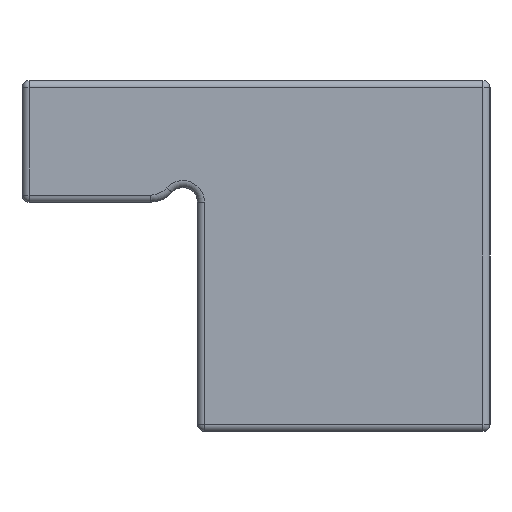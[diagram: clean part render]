
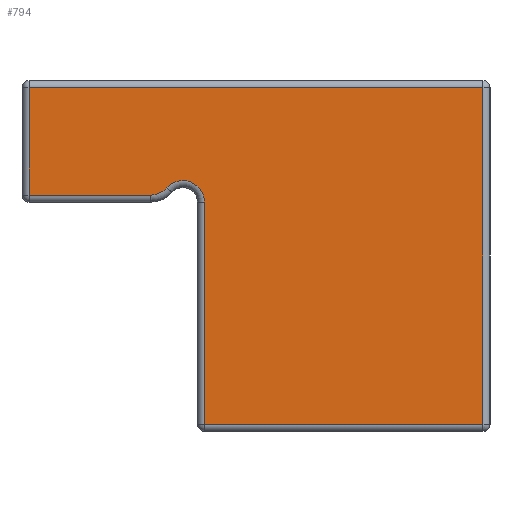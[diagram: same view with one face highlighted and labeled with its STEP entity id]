
A CAD part, left-side view. The second image highlights one B-rep face of the part: STEP entity #794.
In plain terms, the highlighted planar face has unit normal (-1, 0, 0).
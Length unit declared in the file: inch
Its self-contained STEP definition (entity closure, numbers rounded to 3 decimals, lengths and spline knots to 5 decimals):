
#661 = EDGE_LOOP ( 'NONE', ( #1066, #1067, #1068, #1069, #1070, #1071, #1072, #1073 ) ) ;
#794 = ADVANCED_FACE ( 'NONE', ( #9607 ), #9603, .F. ) ;
#1015 = AXIS2_PLACEMENT_3D ( 'NONE', #9601, #9609, #9610 ) ;
#1066 = ORIENTED_EDGE ( 'NONE', *, *, #7683, .T. ) ;
#1067 = ORIENTED_EDGE ( 'NONE', *, *, #7684, .T. ) ;
#1068 = ORIENTED_EDGE ( 'NONE', *, *, #7685, .T. ) ;
#1069 = ORIENTED_EDGE ( 'NONE', *, *, #7686, .T. ) ;
#1070 = ORIENTED_EDGE ( 'NONE', *, *, #7687, .T. ) ;
#1071 = ORIENTED_EDGE ( 'NONE', *, *, #7688, .T. ) ;
#1072 = ORIENTED_EDGE ( 'NONE', *, *, #7689, .T. ) ;
#1073 = ORIENTED_EDGE ( 'NONE', *, *, #7690, .T. ) ;
#1722 = VERTEX_POINT ( 'NONE', #16941 ) ;
#1736 = VERTEX_POINT ( 'NONE', #16955 ) ;
#1741 = VERTEX_POINT ( 'NONE', #16960 ) ;
#1742 = VERTEX_POINT ( 'NONE', #16961 ) ;
#1743 = VERTEX_POINT ( 'NONE', #16962 ) ;
#1744 = VERTEX_POINT ( 'NONE', #16963 ) ;
#1745 = VERTEX_POINT ( 'NONE', #16964 ) ;
#1746 = VERTEX_POINT ( 'NONE', #16965 ) ;
#7683 = EDGE_CURVE ( 'NONE', #1722, #1736, #18497, .T. ) ;
#7684 = EDGE_CURVE ( 'NONE', #1736, #1741, #18483, .T. ) ;
#7685 = EDGE_CURVE ( 'NONE', #1741, #1742, #18502, .T. ) ;
#7686 = EDGE_CURVE ( 'NONE', #1742, #1743, #18505, .T. ) ;
#7687 = EDGE_CURVE ( 'NONE', #1743, #1744, #18508, .T. ) ;
#7688 = EDGE_CURVE ( 'NONE', #1744, #1745, #18511, .T. ) ;
#7689 = EDGE_CURVE ( 'NONE', #1745, #1746, #11623, .T. ) ;
#7690 = EDGE_CURVE ( 'NONE', #1746, #1722, #11624, .T. ) ;
#9601 = CARTESIAN_POINT ( 'NONE',  ( -1.5, 1., 0.18796 ) ) ;
#9603 = PLANE ( 'NONE',  #1015 ) ;
#9607 = FACE_OUTER_BOUND ( 'NONE', #661, .T. ) ;
#9609 = DIRECTION ( 'NONE',  ( 1., 0., 0. ) ) ;
#9610 = DIRECTION ( 'NONE',  ( 0., 0., -1. ) ) ;
#11614 = VECTOR ( 'NONE', #18501, 39.37008 ) ;
#11617 = VECTOR ( 'NONE', #18499, 39.37008 ) ;
#11619 = VECTOR ( 'NONE', #18504, 39.37008 ) ;
#11620 = VECTOR ( 'NONE', #18507, 39.37008 ) ;
#11621 = VECTOR ( 'NONE', #18510, 39.37008 ) ;
#11622 = VECTOR ( 'NONE', #18513, 39.37008 ) ;
#11623 = CIRCLE ( 'NONE', #11625, 0.047 ) ;
#11624 = CIRCLE ( 'NONE', #11627, 0.04625 ) ;
#11625 = AXIS2_PLACEMENT_3D ( 'NONE', #18516, #18517, #18518 ) ;
#11627 = AXIS2_PLACEMENT_3D ( 'NONE', #18519, #18520, #18521 ) ;
#16941 = CARTESIAN_POINT ( 'NONE',  ( -1.5, 0.61, -0.07204 ) ) ;
#16955 = CARTESIAN_POINT ( 'NONE',  ( -1.5, 0.61, -0.54704 ) ) ;
#16960 = CARTESIAN_POINT ( 'NONE',  ( -1.5, 0.015, -0.54704 ) ) ;
#16961 = CARTESIAN_POINT ( 'NONE',  ( -1.5, 0.015, 0.17296 ) ) ;
#16962 = CARTESIAN_POINT ( 'NONE',  ( -1.5, 0.985, 0.17296 ) ) ;
#16963 = CARTESIAN_POINT ( 'NONE',  ( -1.5, 0.985, -0.05704 ) ) ;
#16964 = CARTESIAN_POINT ( 'NONE',  ( -1.5, 0.7259, -0.05704 ) ) ;
#16965 = CARTESIAN_POINT ( 'NONE',  ( -1.5, 0.6908, -0.04128 ) ) ;
#18483 = LINE ( 'NONE', #18500, #11614 ) ;
#18497 = LINE ( 'NONE', #18498, #11617 ) ;
#18498 = CARTESIAN_POINT ( 'NONE',  ( -1.5, 0.61, 0.18796 ) ) ;
#18499 = DIRECTION ( 'NONE',  ( 0., 0., -1. ) ) ;
#18500 = CARTESIAN_POINT ( 'NONE',  ( -1.5, 1., -0.54704 ) ) ;
#18501 = DIRECTION ( 'NONE',  ( 0., -1., 0. ) ) ;
#18502 = LINE ( 'NONE', #18503, #11619 ) ;
#18503 = CARTESIAN_POINT ( 'NONE',  ( -1.5, 0.015, 0.18796 ) ) ;
#18504 = DIRECTION ( 'NONE',  ( 0., 0., 1. ) ) ;
#18505 = LINE ( 'NONE', #18506, #11620 ) ;
#18506 = CARTESIAN_POINT ( 'NONE',  ( -1.5, 1., 0.17296 ) ) ;
#18507 = DIRECTION ( 'NONE',  ( 0., 1., 0. ) ) ;
#18508 = LINE ( 'NONE', #18509, #11621 ) ;
#18509 = CARTESIAN_POINT ( 'NONE',  ( -1.5, 0.985, 0.18796 ) ) ;
#18510 = DIRECTION ( 'NONE',  ( 0., 0., -1. ) ) ;
#18511 = LINE ( 'NONE', #18512, #11622 ) ;
#18512 = CARTESIAN_POINT ( 'NONE',  ( -1.5, 0.7259, -0.05704 ) ) ;
#18513 = DIRECTION ( 'NONE',  ( 0., -1., 0. ) ) ;
#18516 = CARTESIAN_POINT ( 'NONE',  ( -1.5, 0.7259, -0.01004 ) ) ;
#18517 = DIRECTION ( 'NONE',  ( -1., 0., 0. ) ) ;
#18518 = DIRECTION ( 'NONE',  ( 0., 0., -1. ) ) ;
#18519 = CARTESIAN_POINT ( 'NONE',  ( -1.5, 0.65625, -0.07204 ) ) ;
#18520 = DIRECTION ( 'NONE',  ( 1., 0., 0. ) ) ;
#18521 = DIRECTION ( 'NONE',  ( 0., 0., -1. ) ) ;
